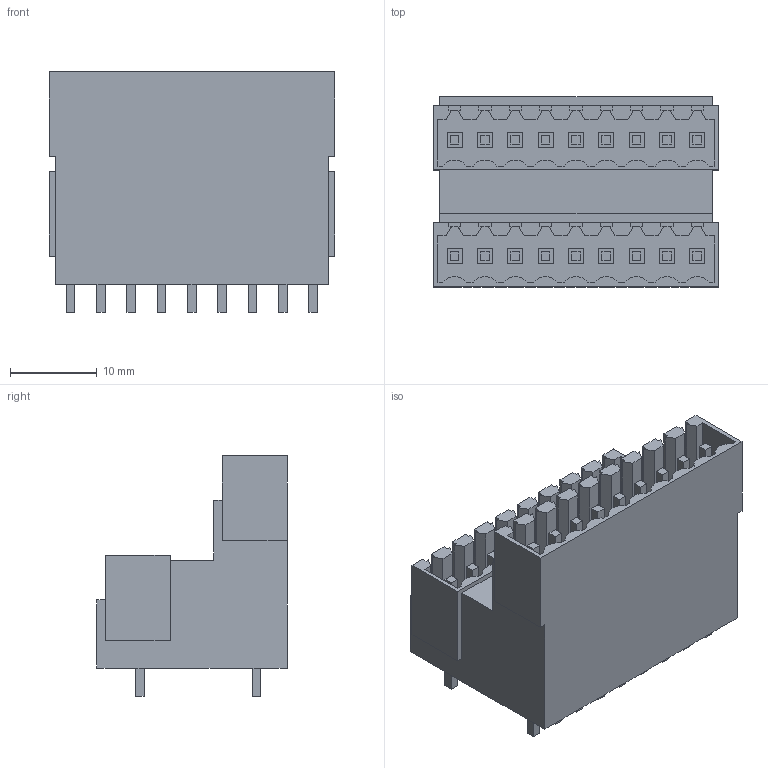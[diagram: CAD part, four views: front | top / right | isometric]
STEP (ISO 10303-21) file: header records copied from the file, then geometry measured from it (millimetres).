
FILE_DESCRIPTION(('CATIA V5 STEP Exchange','CAx-IF Rec.Pracs.--- Model Styling and Organization---1.4--- 2014-01-23'),'2;1');
FILE_NAME ('D1458752_1_1891220000_1891220000.stp','2022-08-10T11:44:40+00:00',('none'),('Weidmueller'),'CATIA Version 5-6 Release 2016 SP3 HF44','CATIA V5 STEP AP214','none');
FILE_SCHEMA(('AUTOMOTIVE_DESIGN { 1 0 10303 214 1 1 1 1 }'));
Length unit declared in the file: millimetre
Products named in the file (1): 1891220000
Bounding box: 32.9 x 22 x 27.77 mm (x, y, z)
Volume: 9536.1 mm3; surface area: 6890.6 mm2
Topology: 19 solids, 19 shells, 444 faces, 1270 edges, 882 vertices
Faces by surface type: plane 426, cylinder 18
Entity records: 13570 total; most frequent: ORIENTED_EDGE 2540, CARTESIAN_POINT 2443, DIRECTION 1850, EDGE_CURVE 1270, VECTOR 1234, LINE 1234, VERTEX_POINT 882, EDGE_LOOP 462
